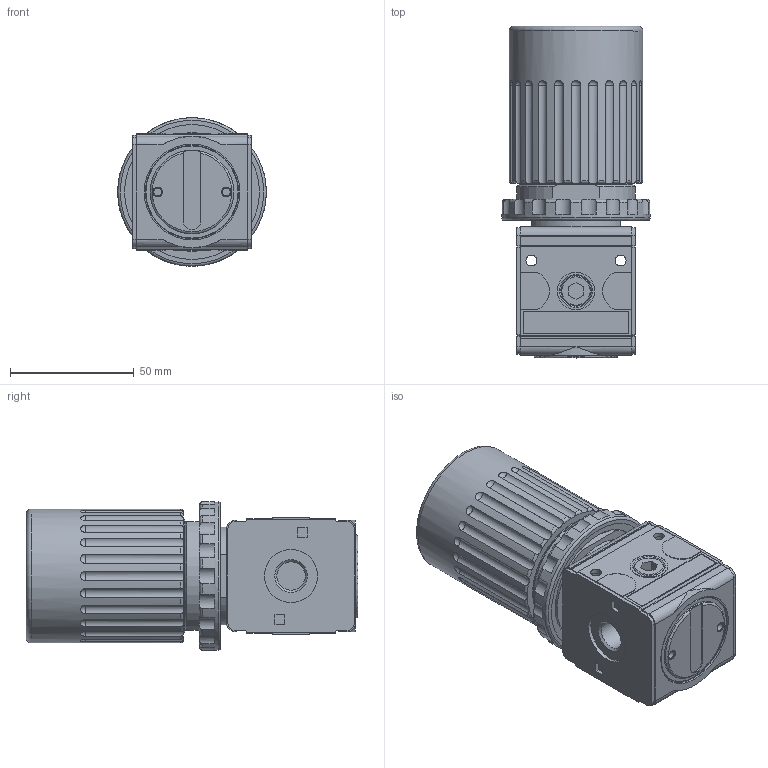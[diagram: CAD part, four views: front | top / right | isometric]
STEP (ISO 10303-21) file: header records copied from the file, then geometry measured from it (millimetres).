
FILE_DESCRIPTION( ( 'STEP AP203' ), ' ' );
FILE_NAME( '9.1712.011.stp', '2017-04-10T07:25:19', ( '' ), ( '' ), ' ', 'PARTsolutions', ' ' );
FILE_SCHEMA( ( 'CONFIG_CONTROL_DESIGN' ) );
Length unit declared in the file: millimetre
Products named in the file (4): 9.1712.011; _R 11 - 3-40030-G; _RG.01 S(4)-5; _Cover-BG1
Assembly tree (3 placements, depth 2):
  9.1712.011
    _R 11 - 3-40030-G
    _RG.01 S(4)-5
    _Cover-BG1
Bounding box: 60 x 134 x 60 mm (x, y, z)
Volume: 283630.3 mm3; surface area: 42084.9 mm2
Topology: 3 solids, 3 shells, 359 faces, 927 edges, 613 vertices
Faces by surface type: plane 179, cylinder 96, torus 45, sphere 24, cone 15
Full cylindrical faces by diameter (mm): 3.2 x2, 4 x2, 4.4 x4, 11.445 x2, 15.1 x2, 15.7 x1, 19.2 x1, 21.4 x2, 33.7 x1, 35 x1, 37.6 x1, 38.6 x1, 39.5 x2, 46 x1, 46.376 x1, 54 x1, 54.5 x1, 60 x1
Entity records: 12406 total; most frequent: CARTESIAN_POINT 3626, DIRECTION 1797, ORIENTED_EDGE 1754, EDGE_CURVE 877, AXIS2_PLACEMENT_3D 677, VERTEX_POINT 606, EDGE_LOOP 447, LINE 443
